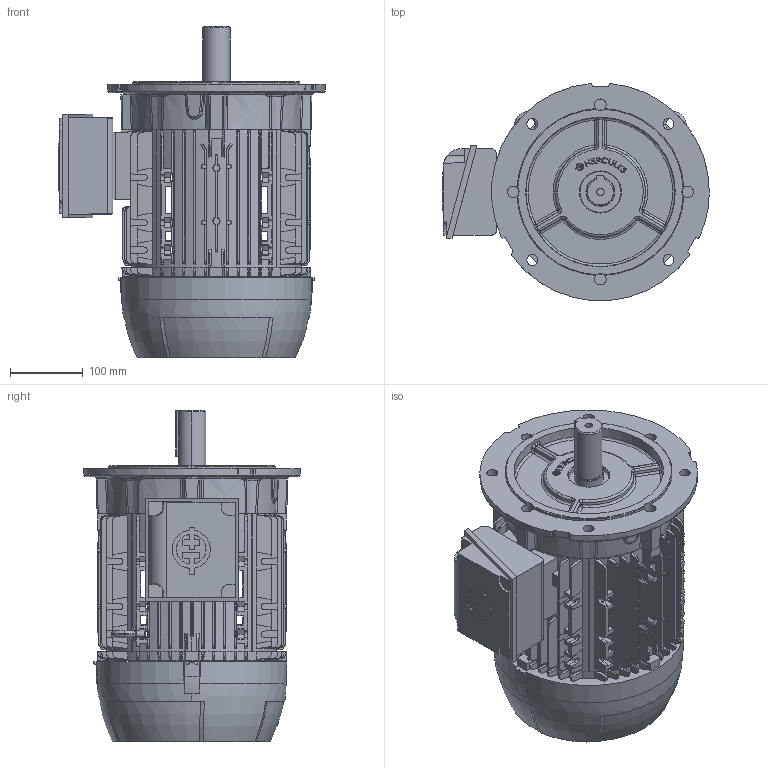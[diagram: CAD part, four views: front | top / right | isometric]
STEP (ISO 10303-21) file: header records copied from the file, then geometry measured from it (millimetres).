
FILE_DESCRIPTION (( 'STEP AP203' ), '1' );
FILE_NAME ('132S_SP_FF_RIGHT.STEP', '2022-07-27T11:51:42', ( '' ), ( '' ), 'SwSTEP 2.0', 'SolidWorks 2020', '' );
FILE_SCHEMA (( 'CONFIG_CONTROL_DESIGN' ));
Products named in the file (1): 132S_SP_FF_RIGHT
Bounding box: 367.07 x 298.63 x 456 mm (x, y, z)
Surface area: 899036.3 mm2 (no closed solid volume)
Topology: 0 solids, 16 shells, 2277 faces, 6684 edges, 4394 vertices
Faces by surface type: plane 1308, cone 366, bspline 284, cylinder 199, torus 106, sphere 14
Entity records: 87977 total; most frequent: CARTESIAN_POINT 32443, ORIENTED_EDGE 12386, DIRECTION 9909, EDGE_CURVE 6665, VERTEX_POINT 4394, LINE 3383, VECTOR 3383, AXIS2_PLACEMENT_3D 3263
